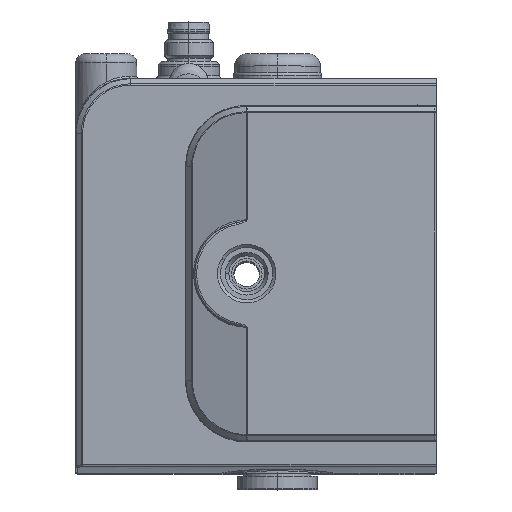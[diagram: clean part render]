
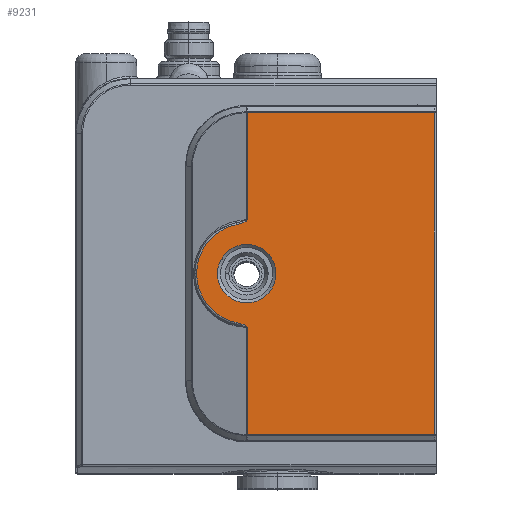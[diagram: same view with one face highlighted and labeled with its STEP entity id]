
A CAD part, top view. The second image highlights one B-rep face of the part: STEP entity #9231.
In plain terms, the highlighted planar face has unit normal (0, 0, 1).
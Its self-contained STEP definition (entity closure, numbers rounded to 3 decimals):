
#9231=ADVANCED_FACE('',(#18766,#18767),#18768,.F.);
#18766=FACE_OUTER_BOUND('',#52995,.T.);
#18767=FACE_BOUND('',#52996,.T.);
#18768=PLANE('',#52997);
#52995=EDGE_LOOP('',(#77225,#77226,#77227,#77228,#77229,#77230,#77231,#77232,#77233));
#52996=EDGE_LOOP('',(#77234,#77235));
#52997=AXIS2_PLACEMENT_3D('',#77236,#77237,#77238);
#77225=ORIENTED_EDGE('',*,*,#87959,.T.);
#77226=ORIENTED_EDGE('',*,*,#87960,.T.);
#77227=ORIENTED_EDGE('',*,*,#87961,.T.);
#77228=ORIENTED_EDGE('',*,*,#87962,.T.);
#77229=ORIENTED_EDGE('',*,*,#87963,.T.);
#77230=ORIENTED_EDGE('',*,*,#87964,.T.);
#77231=ORIENTED_EDGE('',*,*,#87965,.T.);
#77232=ORIENTED_EDGE('',*,*,#87615,.T.);
#77233=ORIENTED_EDGE('',*,*,#87756,.T.);
#77234=ORIENTED_EDGE('',*,*,#87738,.T.);
#77235=ORIENTED_EDGE('',*,*,#87641,.T.);
#77236=CARTESIAN_POINT('',(58.97,5.1,157.5));
#77237=DIRECTION('',(0.,0.0,-1.0));
#77238=DIRECTION('',(-1.0,0.0,0.));
#87615=EDGE_CURVE('',#102069,#102067,#102070,.T.);
#87641=EDGE_CURVE('',#102111,#102109,#102112,.T.);
#87738=EDGE_CURVE('',#102109,#102111,#102249,.T.);
#87756=EDGE_CURVE('',#102067,#102267,#102269,.T.);
#87959=EDGE_CURVE('',#102267,#102566,#102567,.T.);
#87960=EDGE_CURVE('',#102566,#102568,#102569,.T.);
#87961=EDGE_CURVE('',#102568,#102570,#102571,.T.);
#87962=EDGE_CURVE('',#102570,#102572,#102573,.T.);
#87963=EDGE_CURVE('',#102572,#102574,#102575,.T.);
#87964=EDGE_CURVE('',#102574,#102576,#102577,.T.);
#87965=EDGE_CURVE('',#102576,#102069,#102578,.T.);
#102067=VERTEX_POINT('',#137657);
#102069=VERTEX_POINT('',#137659);
#102070=CIRCLE('',#137660,8.2);
#102109=VERTEX_POINT('',#137709);
#102111=VERTEX_POINT('',#137712);
#102112=CIRCLE('',#137713,4.78);
#102249=CIRCLE('',#137916,4.78);
#102267=VERTEX_POINT('',#137934);
#102269=CIRCLE('',#137936,8.2);
#102566=VERTEX_POINT('',#138590);
#102567=B_SPLINE_CURVE_WITH_KNOTS('',3,(#138591,#138592,#138593,#138594,#138595,#138596,#138597,#138598,#138599,#138600,#138601,#138602,#138603,#138604,#138605,#138606,#138607,#138608,#138609,#138610,#138611,#138612,#138613,#138614,#138615,#138616,#138617,#138618,#138619,#138620,#138621),.UNSPECIFIED.,.F.,.F.,(4,3,3,3,3,3,3,3,3,3,4),(0.0,0.001,0.001,0.002,0.002,0.002,0.002,0.002,0.002,0.002,0.002),.UNSPECIFIED.);
#102568=VERTEX_POINT('',#138622);
#102569=LINE('',#138623,#138624);
#102570=VERTEX_POINT('',#138625);
#102571=LINE('',#138626,#138627);
#102572=VERTEX_POINT('',#138628);
#102573=LINE('',#138629,#138630);
#102574=VERTEX_POINT('',#138631);
#102575=LINE('',#138632,#138633);
#102576=VERTEX_POINT('',#138634);
#102577=LINE('',#138635,#138636);
#102578=B_SPLINE_CURVE_WITH_KNOTS('',3,(#138637,#138638,#138639,#138640,#138641,#138642,#138643,#138644,#138645,#138646,#138647,#138648,#138649,#138650,#138651,#138652),.UNSPECIFIED.,.F.,.F.,(4,3,3,3,3,4),(0.,0.,0.,0.001,0.001,0.002),.UNSPECIFIED.);
#137657=CARTESIAN_POINT('',(19.77,32.6,157.5));
#137659=CARTESIAN_POINT('',(26.385,40.645,157.5));
#137660=AXIS2_PLACEMENT_3D('',#148982,#148983,#148984);
#137709=CARTESIAN_POINT('',(32.122,30.232,157.5));
#137712=CARTESIAN_POINT('',(23.818,34.968,157.5));
#137713=AXIS2_PLACEMENT_3D('',#149020,#149021,#149022);
#137916=AXIS2_PLACEMENT_3D('',#149177,#149178,#149179);
#137934=CARTESIAN_POINT('',(26.385,24.555,157.5));
#137936=AXIS2_PLACEMENT_3D('',#149213,#149214,#149215);
#138590=CARTESIAN_POINT('',(28.023,23.801,157.5));
#138591=CARTESIAN_POINT('',(26.385,24.555,157.5));
#138592=CARTESIAN_POINT('',(26.692,24.494,157.5));
#138593=CARTESIAN_POINT('',(26.998,24.423,157.5));
#138594=CARTESIAN_POINT('',(27.295,24.325,157.5));
#138595=CARTESIAN_POINT('',(27.443,24.275,157.5));
#138596=CARTESIAN_POINT('',(27.589,24.22,157.5));
#138597=CARTESIAN_POINT('',(27.726,24.144,157.5));
#138598=CARTESIAN_POINT('',(27.795,24.106,157.5));
#138599=CARTESIAN_POINT('',(27.862,24.063,157.5));
#138600=CARTESIAN_POINT('',(27.918,24.008,157.5));
#138601=CARTESIAN_POINT('',(27.932,23.994,157.5));
#138602=CARTESIAN_POINT('',(27.946,23.979,157.5));
#138603=CARTESIAN_POINT('',(27.958,23.964,157.5));
#138604=CARTESIAN_POINT('',(27.971,23.949,157.5));
#138605=CARTESIAN_POINT('',(27.982,23.932,157.5));
#138606=CARTESIAN_POINT('',(27.991,23.915,157.5));
#138607=CARTESIAN_POINT('',(27.996,23.906,157.5));
#138608=CARTESIAN_POINT('',(28.001,23.897,157.5));
#138609=CARTESIAN_POINT('',(28.004,23.888,157.5));
#138610=CARTESIAN_POINT('',(28.007,23.881,157.5));
#138611=CARTESIAN_POINT('',(28.01,23.874,157.5));
#138612=CARTESIAN_POINT('',(28.012,23.867,157.5));
#138613=CARTESIAN_POINT('',(28.016,23.856,157.5));
#138614=CARTESIAN_POINT('',(28.019,23.844,157.5));
#138615=CARTESIAN_POINT('',(28.02,23.833,157.5));
#138616=CARTESIAN_POINT('',(28.021,23.827,157.5));
#138617=CARTESIAN_POINT('',(28.022,23.822,157.5));
#138618=CARTESIAN_POINT('',(28.022,23.817,157.5));
#138619=CARTESIAN_POINT('',(28.023,23.812,157.5));
#138620=CARTESIAN_POINT('',(28.023,23.807,157.5));
#138621=CARTESIAN_POINT('',(28.023,23.801,157.5));
#138622=CARTESIAN_POINT('',(28.023,6.278,157.5));
#138623=CARTESIAN_POINT('',(28.023,23.801,157.5));
#138624=VECTOR('',#149448,17.523);
#138625=CARTESIAN_POINT('',(58.67,6.278,157.5));
#138626=CARTESIAN_POINT('',(28.023,6.278,157.5));
#138627=VECTOR('',#149449,30.647);
#138628=CARTESIAN_POINT('',(58.67,58.922,157.5));
#138629=CARTESIAN_POINT('',(58.67,6.278,157.5));
#138630=VECTOR('',#149450,52.643);
#138631=CARTESIAN_POINT('',(28.023,58.922,157.5));
#138632=CARTESIAN_POINT('',(58.67,58.922,157.5));
#138633=VECTOR('',#149451,30.647);
#138634=CARTESIAN_POINT('',(28.023,41.399,157.5));
#138635=CARTESIAN_POINT('',(28.023,58.922,157.5));
#138636=VECTOR('',#149452,17.523);
#138637=CARTESIAN_POINT('',(28.023,41.399,157.5));
#138638=CARTESIAN_POINT('',(28.023,41.358,157.5));
#138639=CARTESIAN_POINT('',(28.011,41.32,157.5));
#138640=CARTESIAN_POINT('',(27.992,41.286,157.5));
#138641=CARTESIAN_POINT('',(27.973,41.251,157.5));
#138642=CARTESIAN_POINT('',(27.947,41.221,157.5));
#138643=CARTESIAN_POINT('',(27.919,41.193,157.5));
#138644=CARTESIAN_POINT('',(27.862,41.138,157.5));
#138645=CARTESIAN_POINT('',(27.796,41.095,157.5));
#138646=CARTESIAN_POINT('',(27.728,41.057,157.5));
#138647=CARTESIAN_POINT('',(27.59,40.98,157.5));
#138648=CARTESIAN_POINT('',(27.442,40.924,157.5));
#138649=CARTESIAN_POINT('',(27.294,40.875,157.5));
#138650=CARTESIAN_POINT('',(26.997,40.777,157.5));
#138651=CARTESIAN_POINT('',(26.692,40.706,157.5));
#138652=CARTESIAN_POINT('',(26.385,40.645,157.5));
#148982=CARTESIAN_POINT('',(27.97,32.6,157.5));
#148983=DIRECTION('',(0.,0.0,1.0));
#148984=DIRECTION('',(-1.0,0.0,0.));
#149020=CARTESIAN_POINT('',(27.97,32.6,157.5));
#149021=DIRECTION('',(0.,0.,-1.0));
#149022=DIRECTION('',(0.869,-0.495,0.));
#149177=CARTESIAN_POINT('',(27.97,32.6,157.5));
#149178=DIRECTION('',(0.,0.,-1.0));
#149179=DIRECTION('',(0.869,-0.495,0.));
#149213=CARTESIAN_POINT('',(27.97,32.6,157.5));
#149214=DIRECTION('',(0.,0.0,1.0));
#149215=DIRECTION('',(-1.0,0.0,0.));
#149448=DIRECTION('',(0.0,-1.0,0.0));
#149449=DIRECTION('',(1.0,0.0,0.));
#149450=DIRECTION('',(0.0,1.0,0.0));
#149451=DIRECTION('',(-1.0,0.0,0.));
#149452=DIRECTION('',(0.0,-1.0,0.0));
